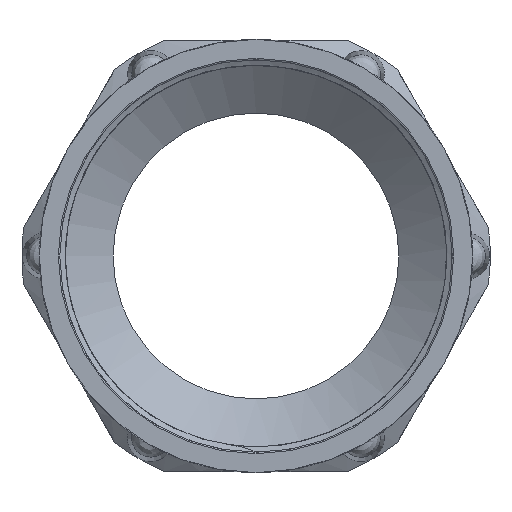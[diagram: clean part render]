
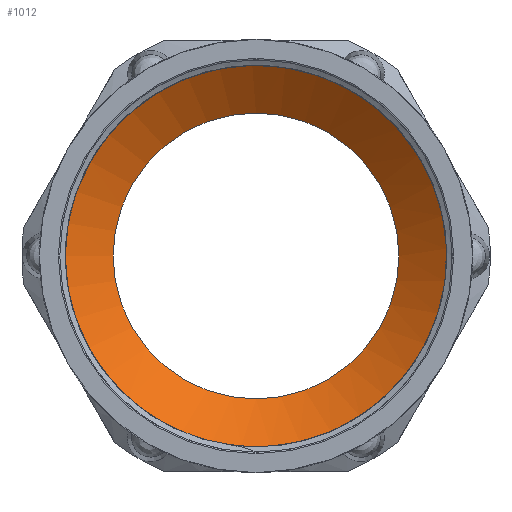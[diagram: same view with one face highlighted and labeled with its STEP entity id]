
A CAD part, left-side view. The second image highlights one B-rep face of the part: STEP entity #1012.
In plain terms, the highlighted conical face has half-angle 53.393 degrees and reference radius 23.225 mm.
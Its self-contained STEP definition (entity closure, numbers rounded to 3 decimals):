
#124=CONICAL_SURFACE('',#1115,23.225,53.393);
#212=FACE_BOUND('',#338,.T.);
#272=FACE_OUTER_BOUND('',#337,.T.);
#337=EDGE_LOOP('',(#933,#934));
#338=EDGE_LOOP('',(#935));
#353=CIRCLE('',#1031,19.9);
#392=CIRCLE('',#1085,26.55);
#396=CIRCLE('',#1116,26.55);
#403=VERTEX_POINT('',#1369);
#481=VERTEX_POINT('',#3477);
#484=VERTEX_POINT('',#3865);
#506=EDGE_CURVE('',#403,#403,#353,.T.);
#601=EDGE_CURVE('',#484,#481,#392,.T.);
#650=EDGE_CURVE('',#481,#484,#396,.T.);
#933=ORIENTED_EDGE('',*,*,#650,.F.);
#934=ORIENTED_EDGE('',*,*,#601,.F.);
#935=ORIENTED_EDGE('',*,*,#506,.T.);
#1012=ADVANCED_FACE('',(#272,#212),#124,.F.);
#1031=AXIS2_PLACEMENT_3D('',#1370,#1137,#1138);
#1085=AXIS2_PLACEMENT_3D('',#4045,#1259,#1260);
#1115=AXIS2_PLACEMENT_3D('',#6869,#1338,#1339);
#1116=AXIS2_PLACEMENT_3D('',#6870,#1340,#1341);
#1137=DIRECTION('center_axis',(1.,0.,0.));
#1138=DIRECTION('ref_axis',(0.,0.,-1.));
#1259=DIRECTION('center_axis',(1.,0.,0.));
#1260=DIRECTION('ref_axis',(0.,0.,-1.));
#1338=DIRECTION('center_axis',(-1.,0.,0.));
#1339=DIRECTION('ref_axis',(0.,1.,0.));
#1340=DIRECTION('center_axis',(1.,0.,0.));
#1341=DIRECTION('ref_axis',(0.,0.,-1.));
#1369=CARTESIAN_POINT('',(-13.56,19.9,0.));
#1370=CARTESIAN_POINT('Origin',(-13.56,0.,0.));
#3477=CARTESIAN_POINT('',(-18.5,6.063,-25.849));
#3865=CARTESIAN_POINT('',(-18.5,-6.063,-25.849));
#4045=CARTESIAN_POINT('Origin',(-18.5,0.,0.));
#6869=CARTESIAN_POINT('Origin',(-16.03,0.,0.));
#6870=CARTESIAN_POINT('Origin',(-18.5,0.,0.));
